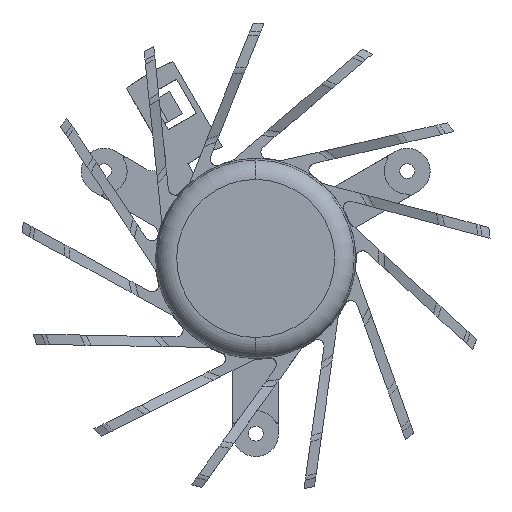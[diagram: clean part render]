
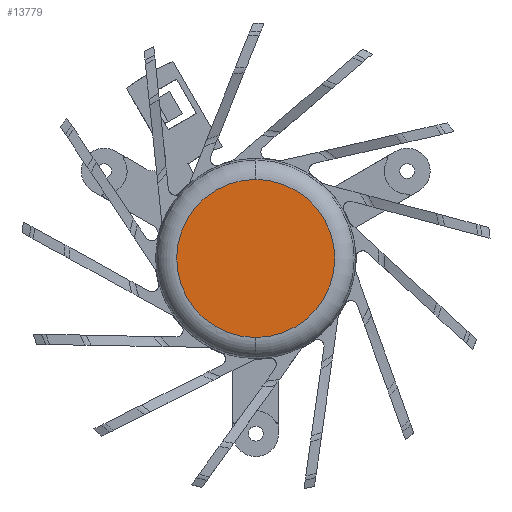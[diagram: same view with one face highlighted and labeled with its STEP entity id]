
A CAD part, top view. The second image highlights one B-rep face of the part: STEP entity #13779.
In plain terms, the highlighted planar face has unit normal (0, 0, 1).
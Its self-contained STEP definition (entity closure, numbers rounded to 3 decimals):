
#8655=CARTESIAN_POINT('',(0.,0.,0.));
#8656=DIRECTION('',(0.,0.,-1.));
#8657=DIRECTION('',(0.,1.,0.));
#8658=AXIS2_PLACEMENT_3D('',#8655,#8656,#8657);
#8660=CARTESIAN_POINT('',(0.,0.,0.));
#8661=DIRECTION('',(0.,0.,-1.));
#8662=DIRECTION('',(0.016,1.,0.));
#8663=AXIS2_PLACEMENT_3D('',#8660,#8661,#8662);
#8665=CARTESIAN_POINT('',(0.,0.,0.));
#8666=DIRECTION('',(0.,0.,-1.));
#8667=DIRECTION('',(0.,-1.,0.));
#8668=AXIS2_PLACEMENT_3D('',#8665,#8666,#8667);
#8670=CARTESIAN_POINT('',(0.,0.,0.));
#8671=DIRECTION('',(0.,0.,-1.));
#8672=DIRECTION('',(-0.016,-1.,0.));
#8673=AXIS2_PLACEMENT_3D('',#8670,#8671,#8672);
#8675=CARTESIAN_POINT('',(0.16,10.166,0.));
#8676=CARTESIAN_POINT('',(0.,-10.167,0.));
#8677=VERTEX_POINT('',#8675);
#8678=VERTEX_POINT('',#8676);
#8679=CARTESIAN_POINT('',(0.,10.167,0.));
#8680=VERTEX_POINT('',#8679);
#8681=CARTESIAN_POINT('',(-0.16,-10.166,0.));
#8682=VERTEX_POINT('',#8681);
#13768=CARTESIAN_POINT('',(0.,0.,0.));
#13769=DIRECTION('',(0.,0.,-1.));
#13770=DIRECTION('',(0.,-1.,0.));
#13771=AXIS2_PLACEMENT_3D('',#13768,#13769,#13770);
#13772=PLANE('',#13771);
#13773=ORIENTED_EDGE('',*,*,#13742,.T.);
#13774=ORIENTED_EDGE('',*,*,#13740,.T.);
#13775=ORIENTED_EDGE('',*,*,#13715,.T.);
#13776=ORIENTED_EDGE('',*,*,#13713,.T.);
#13777=EDGE_LOOP('',(#13773,#13774,#13775,#13776));
#13778=FACE_OUTER_BOUND('',#13777,.F.);
#8659=CIRCLE('',#8658,10.167);
#8664=CIRCLE('',#8663,10.167);
#8669=CIRCLE('',#8668,10.167);
#8674=CIRCLE('',#8673,10.167);
#13713=EDGE_CURVE('',#8682,#8680,#8674,.T.);
#13715=EDGE_CURVE('',#8678,#8682,#8669,.T.);
#13740=EDGE_CURVE('',#8677,#8678,#8664,.T.);
#13742=EDGE_CURVE('',#8680,#8677,#8659,.T.);
#13779=ADVANCED_FACE('',(#13778),#13772,.F.);
